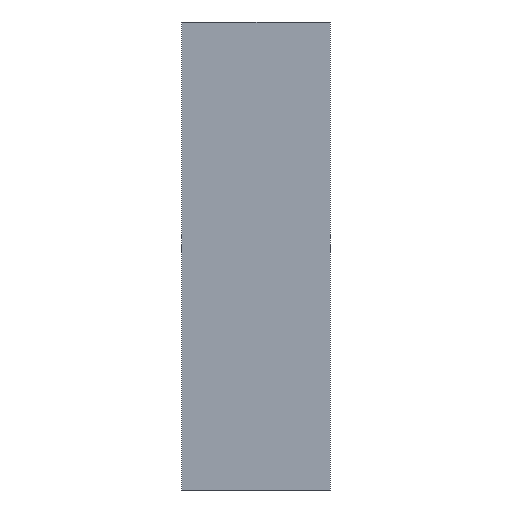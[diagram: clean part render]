
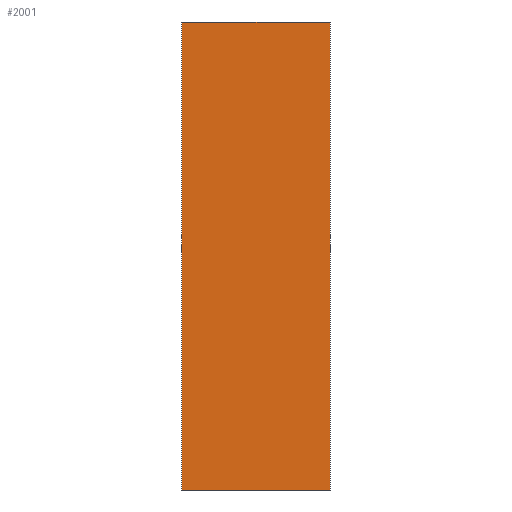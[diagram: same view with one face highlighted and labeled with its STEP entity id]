
A CAD part, left-side view. The second image highlights one B-rep face of the part: STEP entity #2001.
In plain terms, the highlighted planar face has unit normal (-1, 0, 0).
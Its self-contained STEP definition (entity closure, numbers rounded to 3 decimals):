
#1365 = VERTEX_POINT('',#1366);
#1366 = CARTESIAN_POINT('',(-16.,-3.5,22.));
#1372 = EDGE_CURVE('',#1373,#1365,#1375,.T.);
#1373 = VERTEX_POINT('',#1374);
#1374 = CARTESIAN_POINT('',(-16.,-3.5,0.));
#1375 = LINE('',#1376,#1377);
#1376 = CARTESIAN_POINT('',(-16.,-3.5,0.));
#1377 = VECTOR('',#1378,1.);
#1378 = DIRECTION('',(0.,0.,1.));
#1438 = EDGE_CURVE('',#1373,#1439,#1441,.T.);
#1439 = VERTEX_POINT('',#1440);
#1440 = CARTESIAN_POINT('',(-16.,3.5,0.));
#1441 = LINE('',#1442,#1443);
#1442 = CARTESIAN_POINT('',(-16.,-3.5,0.));
#1443 = VECTOR('',#1444,1.);
#1444 = DIRECTION('',(0.,1.,0.));
#1891 = EDGE_CURVE('',#1439,#1892,#1894,.T.);
#1892 = VERTEX_POINT('',#1893);
#1893 = CARTESIAN_POINT('',(-16.,3.5,22.));
#1894 = LINE('',#1895,#1896);
#1895 = CARTESIAN_POINT('',(-16.,3.5,0.));
#1896 = VECTOR('',#1897,1.);
#1897 = DIRECTION('',(0.,0.,1.));
#1935 = EDGE_CURVE('',#1365,#1892,#1936,.T.);
#1936 = LINE('',#1937,#1938);
#1937 = CARTESIAN_POINT('',(-16.,-3.5,22.));
#1938 = VECTOR('',#1939,1.);
#1939 = DIRECTION('',(0.,1.,0.));
#2001 = ADVANCED_FACE('',(#2002),#2008,.T.);
#2002 = FACE_BOUND('',#2003,.T.);
#2003 = EDGE_LOOP('',(#2004,#2005,#2006,#2007));
#2004 = ORIENTED_EDGE('',*,*,#1438,.F.);
#2005 = ORIENTED_EDGE('',*,*,#1372,.T.);
#2006 = ORIENTED_EDGE('',*,*,#1935,.T.);
#2007 = ORIENTED_EDGE('',*,*,#1891,.F.);
#2008 = PLANE('',#2009);
#2009 = AXIS2_PLACEMENT_3D('',#2010,#2011,#2012);
#2010 = CARTESIAN_POINT('',(-16.,0.,11.));
#2011 = DIRECTION('',(-1.,-0.,-0.));
#2012 = DIRECTION('',(0.,0.,-1.));
